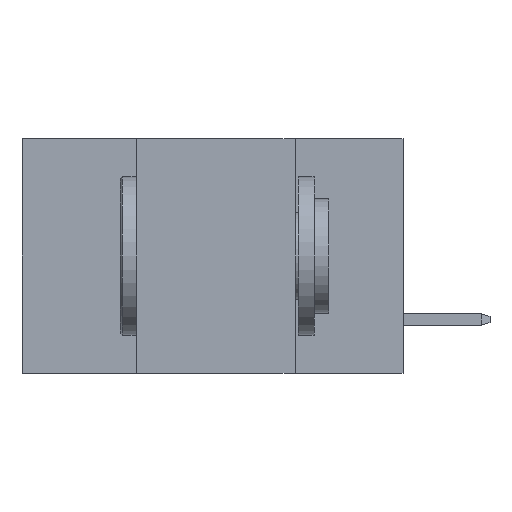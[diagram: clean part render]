
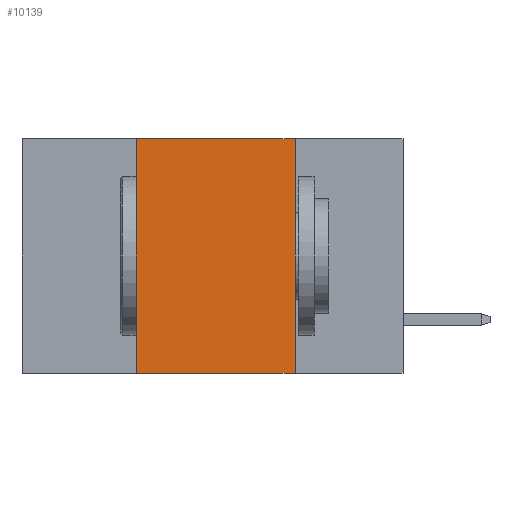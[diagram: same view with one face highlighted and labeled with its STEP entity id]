
A CAD part, left-side view. The second image highlights one B-rep face of the part: STEP entity #10139.
In plain terms, the highlighted planar face has unit normal (-1, 0, 0).
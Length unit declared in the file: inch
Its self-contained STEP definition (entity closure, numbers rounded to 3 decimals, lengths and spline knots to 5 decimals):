
#10 = CARTESIAN_POINT ( 'NONE',  ( 0., 0.17, -0.37 ) ) ;
#95 = LINE ( 'NONE', #8690, #5135 ) ;
#118 = LINE ( 'NONE', #6944, #654 ) ;
#423 = FACE_OUTER_BOUND ( 'NONE', #7071, .T. ) ;
#654 = VECTOR ( 'NONE', #13312, 39.37008 ) ;
#3092 = LINE ( 'NONE', #6438, #13713 ) ;
#3541 = VERTEX_POINT ( 'NONE', #10 ) ;
#3871 = CARTESIAN_POINT ( 'NONE',  ( 0., 0.17, 0. ) ) ;
#4225 = ORIENTED_EDGE ( 'NONE', *, *, #4591, .F. ) ;
#4251 = EDGE_CURVE ( 'NONE', #5765, #5045, #95, .T. ) ;
#4591 = EDGE_CURVE ( 'NONE', #5371, #3541, #3092, .T. ) ;
#4752 = CARTESIAN_POINT ( 'NONE',  ( 0., 0.42, -0.37 ) ) ;
#5020 = EDGE_CURVE ( 'NONE', #5765, #3541, #118, .T. ) ;
#5045 = VERTEX_POINT ( 'NONE', #13436 ) ;
#5135 = VECTOR ( 'NONE', #12153, 39.37008 ) ;
#5371 = VERTEX_POINT ( 'NONE', #3871 ) ;
#5765 = VERTEX_POINT ( 'NONE', #4752 ) ;
#5795 = DIRECTION ( 'NONE',  ( 1., 0., 0. ) ) ;
#6067 = CARTESIAN_POINT ( 'NONE',  ( 0., 0.6, 0. ) ) ;
#6097 = VECTOR ( 'NONE', #13276, 39.37008 ) ;
#6438 = CARTESIAN_POINT ( 'NONE',  ( 0., 0.17, 0. ) ) ;
#6911 = CARTESIAN_POINT ( 'NONE',  ( 0., 0.6, 0. ) ) ;
#6944 = CARTESIAN_POINT ( 'NONE',  ( 0., 0.6, -0.37 ) ) ;
#7046 = PLANE ( 'NONE',  #10162 ) ;
#7071 = EDGE_LOOP ( 'NONE', ( #4225, #9487, #7488, #12901 ) ) ;
#7488 = ORIENTED_EDGE ( 'NONE', *, *, #4251, .F. ) ;
#8690 = CARTESIAN_POINT ( 'NONE',  ( 0., 0.42, 0. ) ) ;
#9487 = ORIENTED_EDGE ( 'NONE', *, *, #13610, .F. ) ;
#10139 = ADVANCED_FACE ( 'NONE', ( #423 ), #7046, .F. ) ;
#10162 = AXIS2_PLACEMENT_3D ( 'NONE', #6911, #5795, #13400 ) ;
#11418 = LINE ( 'NONE', #6067, #6097 ) ;
#11723 = DIRECTION ( 'NONE',  ( 0., 0., -1. ) ) ;
#12153 = DIRECTION ( 'NONE',  ( 0., 0., 1. ) ) ;
#12901 = ORIENTED_EDGE ( 'NONE', *, *, #5020, .T. ) ;
#13276 = DIRECTION ( 'NONE',  ( 0., -1., 0. ) ) ;
#13312 = DIRECTION ( 'NONE',  ( 0., -1., 0. ) ) ;
#13400 = DIRECTION ( 'NONE',  ( 0., 0., -1. ) ) ;
#13436 = CARTESIAN_POINT ( 'NONE',  ( 0., 0.42, 0. ) ) ;
#13610 = EDGE_CURVE ( 'NONE', #5045, #5371, #11418, .T. ) ;
#13713 = VECTOR ( 'NONE', #11723, 39.37008 ) ;
